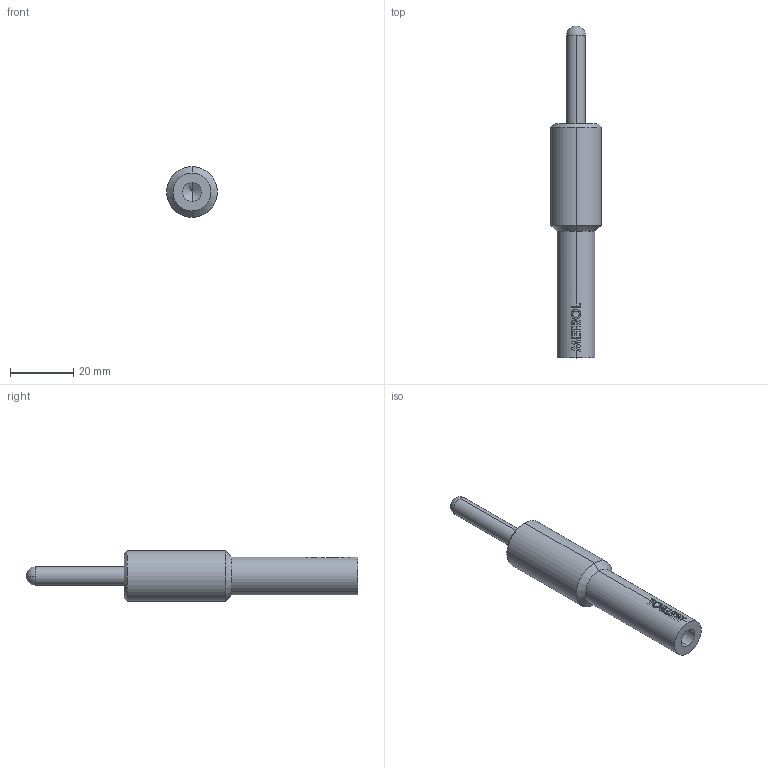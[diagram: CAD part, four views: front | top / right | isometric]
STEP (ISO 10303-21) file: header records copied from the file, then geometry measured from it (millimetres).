
FILE_DESCRIPTION (( 'STEP AP214' ), '1' );
FILE_NAME ('MNE16-030.STEP', '2019-10-02T10:13:32', ( '' ), ( '' ), 'SwSTEP 2.0', 'SolidWorks 2017', '' );
FILE_SCHEMA (( 'AUTOMOTIVE_DESIGN' ));
Length unit declared in the file: millimetre
Products named in the file (3): MNE16-030; BODY-MNE16_BODY-MNE16-030; PIST-MNE16_PIST-MNE16-030
Assembly tree (2 placements, depth 2):
  MNE16-030
    BODY-MNE16_BODY-MNE16-030
    PIST-MNE16_PIST-MNE16-030
Bounding box: 16 x 105 x 16 mm (x, y, z)
Volume: 9253.1 mm3; surface area: 6524.6 mm2
Topology: 2 solids, 2 shells, 109 faces, 293 edges, 191 vertices
Faces by surface type: plane 63, cylinder 25, bspline 13, cone 6, sphere 2
Entity records: 4969 total; most frequent: CARTESIAN_POINT 1501, ORIENTED_EDGE 578, DIRECTION 506, EDGE_CURVE 289, VERTEX_POINT 191, AXIS2_PLACEMENT_3D 174, LINE 158, VECTOR 158
